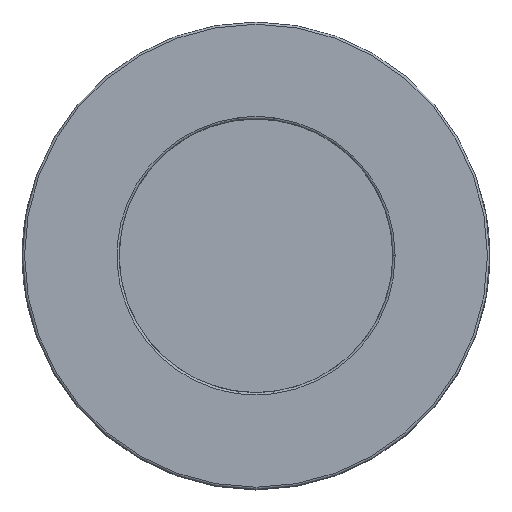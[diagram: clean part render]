
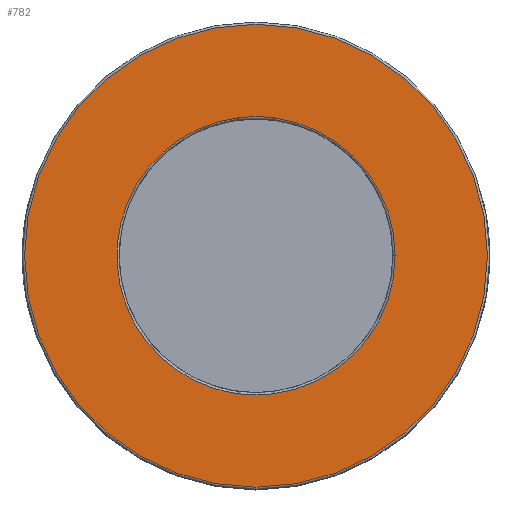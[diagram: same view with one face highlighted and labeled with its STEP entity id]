
A CAD part, top view. The second image highlights one B-rep face of the part: STEP entity #782.
In plain terms, the highlighted planar face has unit normal (0, 0, 1).
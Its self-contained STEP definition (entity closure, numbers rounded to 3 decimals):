
#716 = VERTEX_POINT('',#717);
#717 = CARTESIAN_POINT('',(40.6,0.,54.));
#726 = EDGE_CURVE('',#716,#716,#727,.T.);
#727 = CIRCLE('',#728,40.6);
#728 = AXIS2_PLACEMENT_3D('',#729,#730,#731);
#729 = CARTESIAN_POINT('',(0.,0.,54.));
#730 = DIRECTION('',(0.,0.,1.));
#731 = DIRECTION('',(1.,0.,0.));
#782 = ADVANCED_FACE('',(#783,#786),#839,.T.);
#783 = FACE_BOUND('',#784,.T.);
#784 = EDGE_LOOP('',(#785));
#785 = ORIENTED_EDGE('',*,*,#726,.T.);
#786 = FACE_BOUND('',#787,.T.);
#787 = EDGE_LOOP('',(#788,#799,#808,#823,#832));
#788 = ORIENTED_EDGE('',*,*,#789,.F.);
#789 = EDGE_CURVE('',#790,#792,#794,.T.);
#790 = VERTEX_POINT('',#791);
#791 = CARTESIAN_POINT('',(3.17,-24.193,54.));
#792 = VERTEX_POINT('',#793);
#793 = CARTESIAN_POINT('',(24.4,0.,54.));
#794 = CIRCLE('',#795,24.4);
#795 = AXIS2_PLACEMENT_3D('',#796,#797,#798);
#796 = CARTESIAN_POINT('',(0.,0.,54.));
#797 = DIRECTION('',(-0.,0.,1.));
#798 = DIRECTION('',(0.13,-0.992,0.));
#799 = ORIENTED_EDGE('',*,*,#800,.F.);
#800 = EDGE_CURVE('',#801,#790,#803,.T.);
#801 = VERTEX_POINT('',#802);
#802 = CARTESIAN_POINT('',(-3.17,-24.193,54.));
#803 = CIRCLE('',#804,24.4);
#804 = AXIS2_PLACEMENT_3D('',#805,#806,#807);
#805 = CARTESIAN_POINT('',(0.,0.,54.));
#806 = DIRECTION('',(0.,0.,1.));
#807 = DIRECTION('',(-0.13,-0.992,0.));
#808 = ORIENTED_EDGE('',*,*,#809,.F.);
#809 = EDGE_CURVE('',#810,#801,#812,.T.);
#810 = VERTEX_POINT('',#811);
#811 = CARTESIAN_POINT('',(-3.17,24.193,54.));
#812 = ( BOUNDED_CURVE() B_SPLINE_CURVE(9,(#813,#814,#815,#816,#817,#818
    ,#819,#820,#821,#822),.UNSPECIFIED.,.F.,.F.) 
B_SPLINE_CURVE_WITH_KNOTS((10,10),(75.398,144.543),
.PIECEWISE_BEZIER_KNOTS.) CURVE() GEOMETRIC_REPRESENTATION_ITEM() 
RATIONAL_B_SPLINE_CURVE((1.,1.,1.,1.,1.,1.,1.,1.,1.,1.)) 
REPRESENTATION_ITEM('') );
#813 = CARTESIAN_POINT('',(-3.17,24.193,54.));
#814 = CARTESIAN_POINT('',(-10.913,23.179,54.));
#815 = CARTESIAN_POINT('',(-18.295,19.376,54.));
#816 = CARTESIAN_POINT('',(-24.159,12.93,54.));
#817 = CARTESIAN_POINT('',(-27.437,4.556,54.));
#818 = CARTESIAN_POINT('',(-27.437,-4.556,54.));
#819 = CARTESIAN_POINT('',(-24.159,-12.93,54.));
#820 = CARTESIAN_POINT('',(-18.295,-19.376,54.));
#821 = CARTESIAN_POINT('',(-10.913,-23.179,54.));
#822 = CARTESIAN_POINT('',(-3.17,-24.193,54.));
#823 = ORIENTED_EDGE('',*,*,#824,.F.);
#824 = EDGE_CURVE('',#825,#810,#827,.T.);
#825 = VERTEX_POINT('',#826);
#826 = CARTESIAN_POINT('',(3.17,24.193,54.));
#827 = CIRCLE('',#828,24.4);
#828 = AXIS2_PLACEMENT_3D('',#829,#830,#831);
#829 = CARTESIAN_POINT('',(0.,0.,54.));
#830 = DIRECTION('',(0.,-0.,1.));
#831 = DIRECTION('',(0.13,0.992,0.));
#832 = ORIENTED_EDGE('',*,*,#833,.F.);
#833 = EDGE_CURVE('',#792,#825,#834,.T.);
#834 = CIRCLE('',#835,24.4);
#835 = AXIS2_PLACEMENT_3D('',#836,#837,#838);
#836 = CARTESIAN_POINT('',(0.,0.,54.));
#837 = DIRECTION('',(0.,0.,1.));
#838 = DIRECTION('',(1.,0.,0.));
#839 = PLANE('',#840);
#840 = AXIS2_PLACEMENT_3D('',#841,#842,#843);
#841 = CARTESIAN_POINT('',(0.,0.,54.));
#842 = DIRECTION('',(0.,0.,1.));
#843 = DIRECTION('',(1.,0.,0.));
